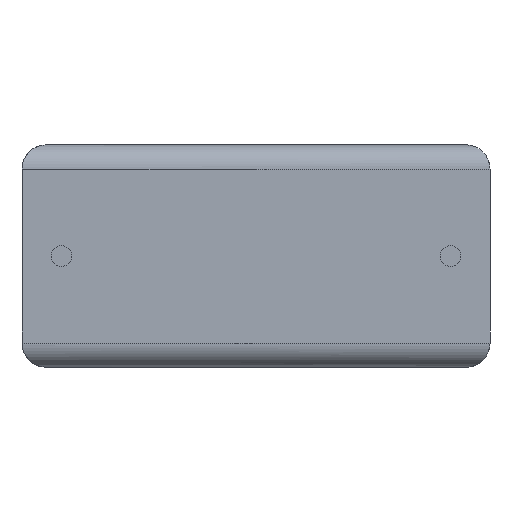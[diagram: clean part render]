
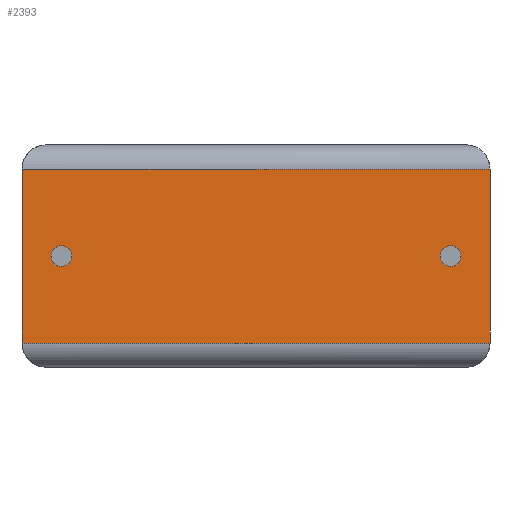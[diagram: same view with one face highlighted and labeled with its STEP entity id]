
A CAD part, front view. The second image highlights one B-rep face of the part: STEP entity #2393.
In plain terms, the highlighted planar face has unit normal (0, -1, 0).
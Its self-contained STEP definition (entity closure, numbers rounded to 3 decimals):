
#13 = ORIENTED_EDGE ( 'NONE', *, *, #3622, .T. ) ;
#67 = LINE ( 'NONE', #959, #1522 ) ;
#174 = ORIENTED_EDGE ( 'NONE', *, *, #3616, .T. ) ;
#211 = DIRECTION ( 'NONE',  ( -1., 0., 0. ) ) ;
#300 = FACE_OUTER_BOUND ( 'NONE', #2038, .T. ) ;
#387 = ORIENTED_EDGE ( 'NONE', *, *, #3122, .T. ) ;
#422 = CARTESIAN_POINT ( 'NONE',  ( -12.96, 0., 3.445 ) ) ;
#434 = VERTEX_POINT ( 'NONE', #775 ) ;
#452 = AXIS2_PLACEMENT_3D ( 'NONE', #1905, #460, #1023 ) ;
#460 = DIRECTION ( 'NONE',  ( 0., -1., 0. ) ) ;
#484 = ORIENTED_EDGE ( 'NONE', *, *, #3629, .T. ) ;
#555 = CARTESIAN_POINT ( 'NONE',  ( -13.6, 0., 3.445 ) ) ;
#578 = DIRECTION ( 'NONE',  ( 0., 0., -1. ) ) ;
#584 = CARTESIAN_POINT ( 'NONE',  ( -14.5, 0., 0.75 ) ) ;
#657 = DIRECTION ( 'NONE',  ( 0., 0., -1. ) ) ;
#672 = ORIENTED_EDGE ( 'NONE', *, *, #3245, .T. ) ;
#775 = CARTESIAN_POINT ( 'NONE',  ( -14.5, 0., 6.14 ) ) ;
#776 = EDGE_CURVE ( 'NONE', #1926, #2170, #1061, .T. ) ;
#790 = VERTEX_POINT ( 'NONE', #2089 ) ;
#820 = DIRECTION ( 'NONE',  ( 0., 1., 0. ) ) ;
#883 = EDGE_CURVE ( 'NONE', #3072, #893, #2228, .T. ) ;
#893 = VERTEX_POINT ( 'NONE', #1800 ) ;
#959 = CARTESIAN_POINT ( 'NONE',  ( 0., 0., 6.14 ) ) ;
#1023 = DIRECTION ( 'NONE',  ( -1., 0., 0. ) ) ;
#1027 = FACE_BOUND ( 'NONE', #2266, .T. ) ;
#1061 = CIRCLE ( 'NONE', #1262, 0.32 ) ;
#1192 = AXIS2_PLACEMENT_3D ( 'NONE', #2591, #3378, #3676 ) ;
#1206 = LINE ( 'NONE', #1714, #3514 ) ;
#1251 = ORIENTED_EDGE ( 'NONE', *, *, #776, .F. ) ;
#1258 = CIRCLE ( 'NONE', #1192, 0.32 ) ;
#1262 = AXIS2_PLACEMENT_3D ( 'NONE', #2928, #2656, #2939 ) ;
#1307 = DIRECTION ( 'NONE',  ( 0., 1., 0. ) ) ;
#1522 = VECTOR ( 'NONE', #2978, 1000. ) ;
#1577 = VERTEX_POINT ( 'NONE', #3328 ) ;
#1714 = CARTESIAN_POINT ( 'NONE',  ( 0., 0., 0.75 ) ) ;
#1722 = AXIS2_PLACEMENT_3D ( 'NONE', #3638, #820, #211 ) ;
#1800 = CARTESIAN_POINT ( 'NONE',  ( 0., 0., 0.75 ) ) ;
#1905 = CARTESIAN_POINT ( 'NONE',  ( -13.28, 0., 3.445 ) ) ;
#1926 = VERTEX_POINT ( 'NONE', #555 ) ;
#1949 = EDGE_LOOP ( 'NONE', ( #387, #484 ) ) ;
#1959 = DIRECTION ( 'NONE',  ( 1., 0., 0. ) ) ;
#2022 = VECTOR ( 'NONE', #578, 1000. ) ;
#2038 = EDGE_LOOP ( 'NONE', ( #3688, #672, #13, #174 ) ) ;
#2089 = CARTESIAN_POINT ( 'NONE',  ( -1.54, 0., 3.445 ) ) ;
#2166 = CARTESIAN_POINT ( 'NONE',  ( 0., 0., 6.14 ) ) ;
#2170 = VERTEX_POINT ( 'NONE', #422 ) ;
#2209 = PLANE ( 'NONE',  #2502 ) ;
#2219 = CARTESIAN_POINT ( 'NONE',  ( 0., 0., 6.89 ) ) ;
#2228 = LINE ( 'NONE', #2919, #3456 ) ;
#2266 = EDGE_LOOP ( 'NONE', ( #1251, #2365 ) ) ;
#2290 = CIRCLE ( 'NONE', #1722, 0.32 ) ;
#2325 = EDGE_CURVE ( 'NONE', #2170, #1926, #3547, .T. ) ;
#2365 = ORIENTED_EDGE ( 'NONE', *, *, #2325, .F. ) ;
#2393 = ADVANCED_FACE ( 'NONE', ( #3470, #300, #1027 ), #2209, .F. ) ;
#2502 = AXIS2_PLACEMENT_3D ( 'NONE', #2219, #1307, #3302 ) ;
#2586 = VERTEX_POINT ( 'NONE', #584 ) ;
#2591 = CARTESIAN_POINT ( 'NONE',  ( -1.22, 0., 3.445 ) ) ;
#2656 = DIRECTION ( 'NONE',  ( 0., -1., 0. ) ) ;
#2787 = LINE ( 'NONE', #3704, #2022 ) ;
#2919 = CARTESIAN_POINT ( 'NONE',  ( 0., 0., 6.89 ) ) ;
#2928 = CARTESIAN_POINT ( 'NONE',  ( -13.28, 0., 3.445 ) ) ;
#2939 = DIRECTION ( 'NONE',  ( -1., 0., 0. ) ) ;
#2978 = DIRECTION ( 'NONE',  ( -1., 0., 0. ) ) ;
#3072 = VERTEX_POINT ( 'NONE', #2166 ) ;
#3122 = EDGE_CURVE ( 'NONE', #790, #1577, #2290, .T. ) ;
#3245 = EDGE_CURVE ( 'NONE', #3072, #434, #67, .T. ) ;
#3302 = DIRECTION ( 'NONE',  ( -1., 0., 0. ) ) ;
#3328 = CARTESIAN_POINT ( 'NONE',  ( -0.9, 0., 3.445 ) ) ;
#3378 = DIRECTION ( 'NONE',  ( 0., 1., 0. ) ) ;
#3456 = VECTOR ( 'NONE', #657, 1000. ) ;
#3470 = FACE_BOUND ( 'NONE', #1949, .T. ) ;
#3514 = VECTOR ( 'NONE', #1959, 1000. ) ;
#3547 = CIRCLE ( 'NONE', #452, 0.32 ) ;
#3616 = EDGE_CURVE ( 'NONE', #2586, #893, #1206, .T. ) ;
#3622 = EDGE_CURVE ( 'NONE', #434, #2586, #2787, .T. ) ;
#3629 = EDGE_CURVE ( 'NONE', #1577, #790, #1258, .T. ) ;
#3638 = CARTESIAN_POINT ( 'NONE',  ( -1.22, 0., 3.445 ) ) ;
#3676 = DIRECTION ( 'NONE',  ( -1., 0., 0. ) ) ;
#3688 = ORIENTED_EDGE ( 'NONE', *, *, #883, .F. ) ;
#3704 = CARTESIAN_POINT ( 'NONE',  ( -14.5, 0., 6.89 ) ) ;
